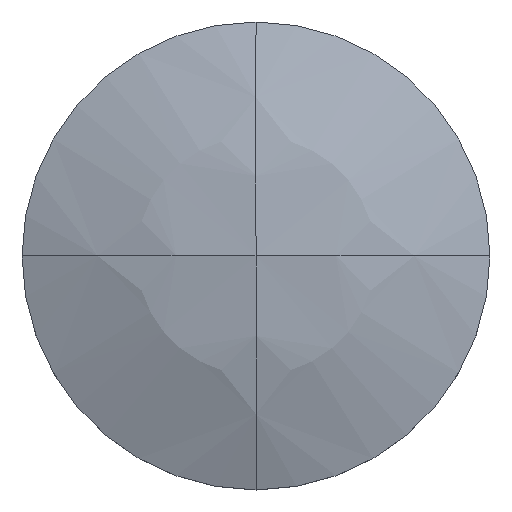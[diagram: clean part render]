
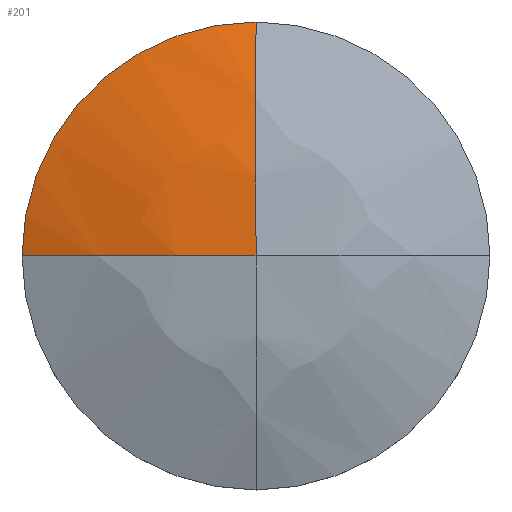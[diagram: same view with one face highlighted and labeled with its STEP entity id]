
A CAD part, top view. The second image highlights one B-rep face of the part: STEP entity #201.
In plain terms, the highlighted spherical face has radius 6.01 mm.
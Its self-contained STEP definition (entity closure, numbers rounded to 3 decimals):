
#62=AXIS2_PLACEMENT_3D('Circle Axis2P3D',#60,#61,$) ;
#182=AXIS2_PLACEMENT_3D('Sphere Axis2P3D',#179,#180,#181) ;
#186=AXIS2_PLACEMENT_3D('Circle Axis2P3D',#184,#185,$) ;
#193=AXIS2_PLACEMENT_3D('Circle Axis2P3D',#191,#192,$) ;
#57=CARTESIAN_POINT('Vertex',(0.,2.4,17.)) ;
#60=CARTESIAN_POINT('Axis2P3D Location',(2.4,2.4,17.)) ;
#64=CARTESIAN_POINT('Vertex',(2.4,4.8,17.)) ;
#179=CARTESIAN_POINT('Axis2P3D Location',(2.4,2.4,11.49)) ;
#184=CARTESIAN_POINT('Axis2P3D Location',(2.4,2.4,11.49)) ;
#188=CARTESIAN_POINT('Vertex',(2.4,2.4,17.5)) ;
#191=CARTESIAN_POINT('Axis2P3D Location',(2.4,2.4,11.49)) ;
#61=DIRECTION('Axis2P3D Direction',(0.,0.,-1.)) ;
#180=DIRECTION('Axis2P3D Direction',(-0.,0.,-1.)) ;
#181=DIRECTION('Axis2P3D XDirection',(-1.,0.,0.)) ;
#185=DIRECTION('Axis2P3D Direction',(0.,-1.,0.)) ;
#192=DIRECTION('Axis2P3D Direction',(-1.,0.,-0.)) ;
#197=ORIENTED_EDGE('',*,*,#190,.F.) ;
#198=ORIENTED_EDGE('',*,*,#195,.T.) ;
#199=ORIENTED_EDGE('',*,*,#66,.F.) ;
#201=ADVANCED_FACE('CABTITE BP 3MM PA',(#200),#183,.T.) ;
#63=CIRCLE('generated circle',#62,2.4) ;
#187=CIRCLE('generated circle',#186,6.01) ;
#194=CIRCLE('generated circle',#193,6.01) ;
#66=EDGE_CURVE('',#58,#65,#63,.T.) ;
#190=EDGE_CURVE('',#189,#58,#187,.T.) ;
#195=EDGE_CURVE('',#189,#65,#194,.T.) ;
#196=EDGE_LOOP('',(#197,#198,#199)) ;
#200=FACE_OUTER_BOUND('',#196,.T.) ;
#183=SPHERICAL_SURFACE('',#182,6.01) ;
#58=VERTEX_POINT('',#57) ;
#65=VERTEX_POINT('',#64) ;
#189=VERTEX_POINT('',#188) ;
